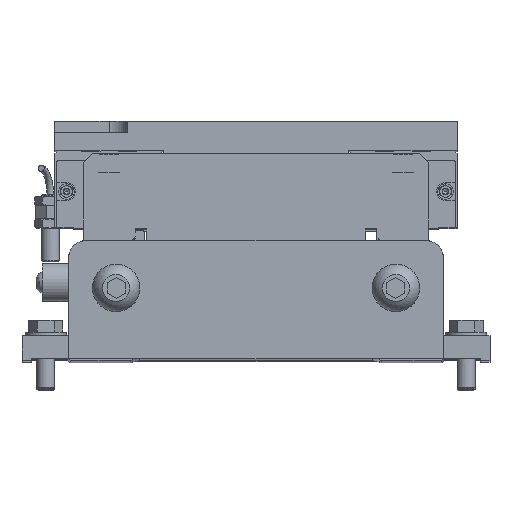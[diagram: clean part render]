
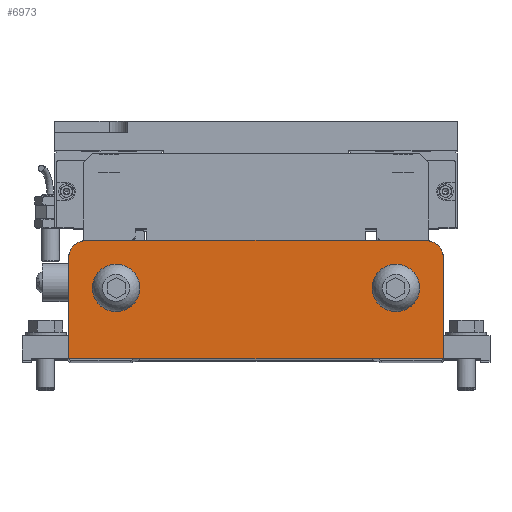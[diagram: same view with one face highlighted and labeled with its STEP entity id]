
A CAD part, top view. The second image highlights one B-rep face of the part: STEP entity #6973.
In plain terms, the highlighted planar face has unit normal (0, 0, 1).
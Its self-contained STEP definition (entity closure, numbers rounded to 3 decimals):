
#6973 = ADVANCED_FACE( '', ( #15848, #15849, #15850 ), #15851, .F. );
#15848 = FACE_BOUND( '', #26728, .T. );
#15849 = FACE_OUTER_BOUND( '', #26729, .T. );
#15850 = FACE_BOUND( '', #26730, .T. );
#15851 = PLANE( '', #26731 );
#26728 = EDGE_LOOP( '', ( #47071 ) );
#26729 = EDGE_LOOP( '', ( #47072, #47073, #47074, #47075, #47076, #47077, #47078, #47079 ) );
#26730 = EDGE_LOOP( '', ( #47080 ) );
#26731 = AXIS2_PLACEMENT_3D( '', #47081, #47082, #47083 );
#47071 = ORIENTED_EDGE( '', *, *, #62452, .F. );
#47072 = ORIENTED_EDGE( '', *, *, #68990, .F. );
#47073 = ORIENTED_EDGE( '', *, *, #64217, .F. );
#47074 = ORIENTED_EDGE( '', *, *, #68991, .F. );
#47075 = ORIENTED_EDGE( '', *, *, #65669, .F. );
#47076 = ORIENTED_EDGE( '', *, *, #68516, .F. );
#47077 = ORIENTED_EDGE( '', *, *, #67320, .F. );
#47078 = ORIENTED_EDGE( '', *, *, #68992, .F. );
#47079 = ORIENTED_EDGE( '', *, *, #68993, .F. );
#47080 = ORIENTED_EDGE( '', *, *, #68994, .F. );
#47081 = CARTESIAN_POINT( '', ( -74.9, 44.9, 337. ) );
#47082 = DIRECTION( '', ( 0., 0., -1. ) );
#47083 = DIRECTION( '', ( 0., 1., 0. ) );
#62452 = EDGE_CURVE( '', #74768, #74768, #74769, .F. );
#64217 = EDGE_CURVE( '', #77785, #77786, #77787, .T. );
#65669 = EDGE_CURVE( '', #80130, #80131, #80132, .T. );
#67320 = EDGE_CURVE( '', #82659, #82660, #82661, .T. );
#68516 = EDGE_CURVE( '', #82660, #80130, #84368, .T. );
#68990 = EDGE_CURVE( '', #77786, #85030, #85031, .T. );
#68991 = EDGE_CURVE( '', #80131, #77785, #85032, .T. );
#68992 = EDGE_CURVE( '', #85033, #82659, #85034, .T. );
#68993 = EDGE_CURVE( '', #85030, #85033, #85035, .T. );
#68994 = EDGE_CURVE( '', #85036, #85036, #85037, .F. );
#74768 = VERTEX_POINT( '', #92768 );
#74769 = CIRCLE( '', #92769, 10.5 );
#77785 = VERTEX_POINT( '', #97329 );
#77786 = VERTEX_POINT( '', #97330 );
#77787 = LINE( '', #97331, #97332 );
#80130 = VERTEX_POINT( '', #100842 );
#80131 = VERTEX_POINT( '', #100843 );
#80132 = LINE( '', #100844, #100845 );
#82659 = VERTEX_POINT( '', #104784 );
#82660 = VERTEX_POINT( '', #104785 );
#82661 = LINE( '', #104786, #104787 );
#84368 = CIRCLE( '', #107483, 1. );
#85030 = VERTEX_POINT( '', #108552 );
#85031 = CIRCLE( '', #108553, 8. );
#85032 = CIRCLE( '', #108554, 1. );
#85033 = VERTEX_POINT( '', #108555 );
#85034 = CIRCLE( '', #108556, 8. );
#85035 = LINE( '', #108557, #108558 );
#85036 = VERTEX_POINT( '', #108559 );
#85037 = CIRCLE( '', #108560, 10.5 );
#92768 = CARTESIAN_POINT( '', ( -72.4, 31.9, 337. ) );
#92769 = AXIS2_PLACEMENT_3D( '', #116038, #116039, #116040 );
#97329 = CARTESIAN_POINT( '', ( -82.9, 1.5, 337. ) );
#97330 = CARTESIAN_POINT( '', ( -82.9, 44.9, 337. ) );
#97331 = CARTESIAN_POINT( '', ( -82.9, 1.5, 337. ) );
#97332 = VECTOR( '', #118418, 1000. );
#100842 = CARTESIAN_POINT( '', ( 81.9, 0.5, 337. ) );
#100843 = CARTESIAN_POINT( '', ( -81.9, 0.5, 337. ) );
#100844 = CARTESIAN_POINT( '', ( 81.9, 0.5, 337. ) );
#100845 = VECTOR( '', #120314, 1000. );
#104784 = CARTESIAN_POINT( '', ( 82.9, 44.9, 337. ) );
#104785 = CARTESIAN_POINT( '', ( 82.9, 1.5, 337. ) );
#104786 = CARTESIAN_POINT( '', ( 82.9, 44.9, 337. ) );
#104787 = VECTOR( '', #122330, 1000. );
#107483 = AXIS2_PLACEMENT_3D( '', #123711, #123712, #123713 );
#108552 = CARTESIAN_POINT( '', ( -74.9, 52.9, 337. ) );
#108553 = AXIS2_PLACEMENT_3D( '', #124235, #124236, #124237 );
#108554 = AXIS2_PLACEMENT_3D( '', #124238, #124239, #124240 );
#108555 = CARTESIAN_POINT( '', ( 74.9, 52.9, 337. ) );
#108556 = AXIS2_PLACEMENT_3D( '', #124241, #124242, #124243 );
#108557 = CARTESIAN_POINT( '', ( -74.9, 52.9, 337. ) );
#108558 = VECTOR( '', #124244, 1000. );
#108559 = CARTESIAN_POINT( '', ( 51.4, 31.9, 337. ) );
#108560 = AXIS2_PLACEMENT_3D( '', #124245, #124246, #124247 );
#116038 = CARTESIAN_POINT( '', ( -61.9, 31.9, 337. ) );
#116039 = DIRECTION( '', ( 0., 0., -1. ) );
#116040 = DIRECTION( '', ( -1., 0., 0. ) );
#118418 = DIRECTION( '', ( 0., 1., 0. ) );
#120314 = DIRECTION( '', ( -1., 0., 0. ) );
#122330 = DIRECTION( '', ( 0., -1., 0. ) );
#123711 = CARTESIAN_POINT( '', ( 81.9, 1.5, 337. ) );
#123712 = DIRECTION( '', ( 0., 0., -1. ) );
#123713 = DIRECTION( '', ( 1., 0., 0. ) );
#124235 = CARTESIAN_POINT( '', ( -74.9, 44.9, 337. ) );
#124236 = DIRECTION( '', ( 0., 0., -1. ) );
#124237 = DIRECTION( '', ( -1., 0., 0. ) );
#124238 = CARTESIAN_POINT( '', ( -81.9, 1.5, 337. ) );
#124239 = DIRECTION( '', ( 0., 0., -1. ) );
#124240 = DIRECTION( '', ( 0., -1., 0. ) );
#124241 = CARTESIAN_POINT( '', ( 74.9, 44.9, 337. ) );
#124242 = DIRECTION( '', ( 0., 0., -1. ) );
#124243 = DIRECTION( '', ( 0., 1., 0. ) );
#124244 = DIRECTION( '', ( 1., 0., 0. ) );
#124245 = CARTESIAN_POINT( '', ( 61.9, 31.9, 337. ) );
#124246 = DIRECTION( '', ( 0., 0., -1. ) );
#124247 = DIRECTION( '', ( -1., 0., 0. ) );
